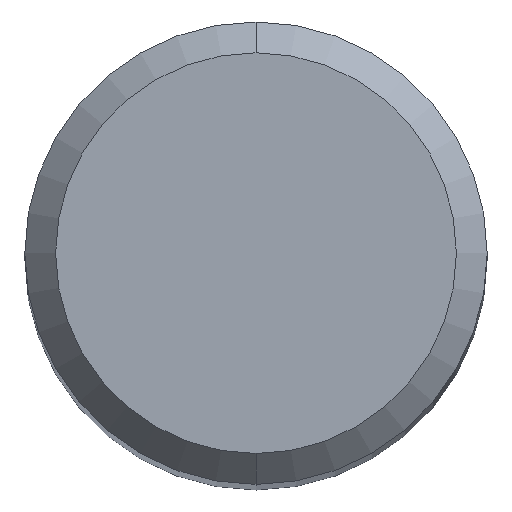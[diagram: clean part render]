
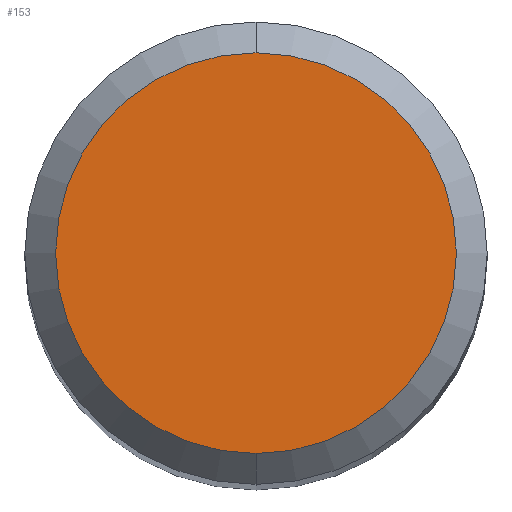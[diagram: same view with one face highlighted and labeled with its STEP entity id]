
A CAD part, top view. The second image highlights one B-rep face of the part: STEP entity #153.
In plain terms, the highlighted planar face has unit normal (0, 0, 1).
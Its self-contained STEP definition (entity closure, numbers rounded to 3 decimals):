
#135=EDGE_CURVE('',#213,#199,#289,.T.);
#153=ADVANCED_FACE('',(#309),#310,.T.);
#199=VERTEX_POINT('',#361);
#201=EDGE_CURVE('',#199,#213,#363,.T.);
#213=VERTEX_POINT('',#377);
#289=CIRCLE('',#465,2.6);
#309=FACE_OUTER_BOUND('',#494,.T.);
#310=PLANE('',#495);
#361=CARTESIAN_POINT('',(0.0,2.6,0.0));
#363=CIRCLE('',#561,2.6);
#377=CARTESIAN_POINT('',(0.,-2.6,0.0));
#465=AXIS2_PLACEMENT_3D('',#642,#643,#644);
#494=EDGE_LOOP('',(#674,#675));
#495=AXIS2_PLACEMENT_3D('',#676,#677,#678);
#561=AXIS2_PLACEMENT_3D('',#739,#740,#741);
#642=CARTESIAN_POINT('',(0.0,0.0,0.0));
#643=DIRECTION('',(0.0,0.0,-1.0));
#644=DIRECTION('',(0.0,1.0,0.0));
#674=ORIENTED_EDGE('',*,*,#201,.F.);
#675=ORIENTED_EDGE('',*,*,#135,.F.);
#676=CARTESIAN_POINT('',(0.0,1.3,0.0));
#677=DIRECTION('',(-0.0,0.0,1.0));
#678=DIRECTION('',(0.0,-1.0,0.0));
#739=CARTESIAN_POINT('',(0.0,0.0,0.0));
#740=DIRECTION('',(0.0,0.0,-1.0));
#741=DIRECTION('',(0.0,1.0,0.0));
